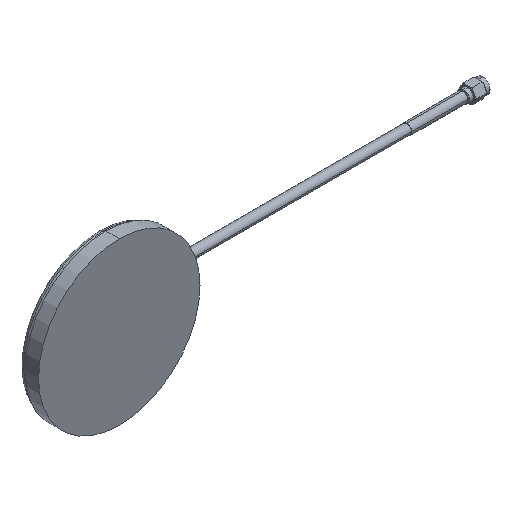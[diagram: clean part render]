
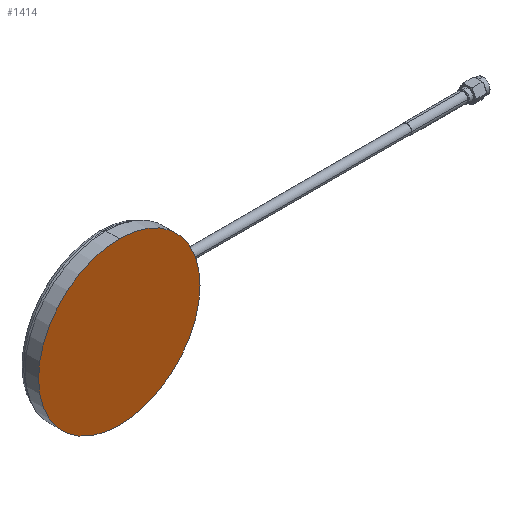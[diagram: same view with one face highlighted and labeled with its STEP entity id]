
A CAD part, isometric view. The second image highlights one B-rep face of the part: STEP entity #1414.
In plain terms, the highlighted planar face has unit normal (0, -1, 0).
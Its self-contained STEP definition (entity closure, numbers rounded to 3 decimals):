
#74 = DIRECTION ( 'NONE',  ( 0., 1., 0. ) ) ;
#174 = EDGE_LOOP ( 'NONE', ( #2328, #333 ) ) ;
#333 = ORIENTED_EDGE ( 'NONE', *, *, #1645, .F. ) ;
#352 = CIRCLE ( 'NONE', #634, 43. ) ;
#513 = CARTESIAN_POINT ( 'NONE',  ( 0., 0., 0. ) ) ;
#634 = AXIS2_PLACEMENT_3D ( 'NONE', #3931, #1149, #4400 ) ;
#733 = DIRECTION ( 'NONE',  ( 0., -1., 0. ) ) ;
#942 = VERTEX_POINT ( 'NONE', #5921 ) ;
#1045 = CIRCLE ( 'NONE', #5154, 43. ) ;
#1149 = DIRECTION ( 'NONE',  ( 0., 1., 0. ) ) ;
#1174 = CARTESIAN_POINT ( 'NONE',  ( 0., 0., 43. ) ) ;
#1414 = ADVANCED_FACE ( 'NONE', ( #5073 ), #1588, .T. ) ;
#1588 = PLANE ( 'NONE',  #5534 ) ;
#1645 = EDGE_CURVE ( 'NONE', #942, #1758, #1045, .T. ) ;
#1758 = VERTEX_POINT ( 'NONE', #1174 ) ;
#2328 = ORIENTED_EDGE ( 'NONE', *, *, #5669, .F. ) ;
#3702 = CARTESIAN_POINT ( 'NONE',  ( 0., 0., 0. ) ) ;
#3931 = CARTESIAN_POINT ( 'NONE',  ( 0., 0., 0. ) ) ;
#3981 = DIRECTION ( 'NONE',  ( 0., 0., -1. ) ) ;
#4400 = DIRECTION ( 'NONE',  ( 0., 0., 1. ) ) ;
#5073 = FACE_OUTER_BOUND ( 'NONE', #174, .T. ) ;
#5154 = AXIS2_PLACEMENT_3D ( 'NONE', #3702, #74, #5729 ) ;
#5534 = AXIS2_PLACEMENT_3D ( 'NONE', #513, #733, #3981 ) ;
#5669 = EDGE_CURVE ( 'NONE', #1758, #942, #352, .T. ) ;
#5729 = DIRECTION ( 'NONE',  ( 0., 0., 1. ) ) ;
#5921 = CARTESIAN_POINT ( 'NONE',  ( 0., 0., -43. ) ) ;
